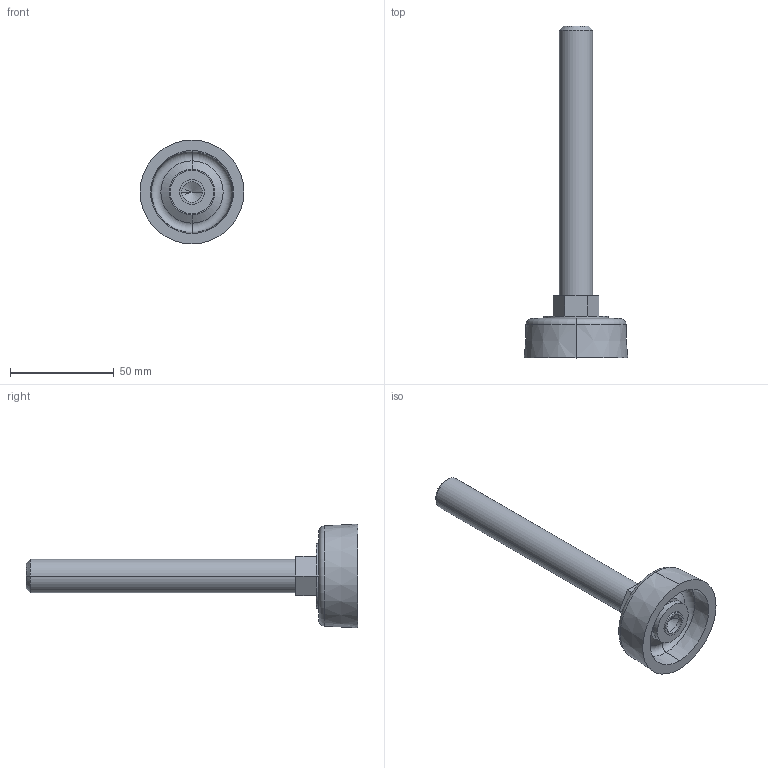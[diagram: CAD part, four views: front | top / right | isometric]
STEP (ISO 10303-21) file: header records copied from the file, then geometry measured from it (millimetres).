
FILE_DESCRIPTION (( 'STEP AP203' ), '1' );
FILE_NAME ('KC-274-1.STEP', '2009-09-02T08:30:27', ( ' ' ), ( ' ' ), 'SwSTEP 2.0', 'SolidWorks 2007', '' );
FILE_SCHEMA (( 'CONFIG_CONTROL_DESIGN' ));
Length unit declared in the file: millimetre
Products named in the file (3): KC-274僔儍僼僩__KC-274-1; KC-274戜嵗__棉太倌; KC-274-1
Assembly tree (2 placements, depth 2):
  KC-274-1
    KC-274戜嵗__棉太倌
    KC-274僔儍僼僩__KC-274-1
Bounding box: 50 x 160 x 50 mm (x, y, z)
Volume: 53341.8 mm3; surface area: 17581.4 mm2
Topology: 2 solids, 2 shells, 47 faces, 100 edges, 61 vertices
Faces by surface type: plane 15, cone 12, cylinder 12, torus 4, sphere 4
Entity records: 1573 total; most frequent: DIRECTION 258, CARTESIAN_POINT 211, ORIENTED_EDGE 196, AXIS2_PLACEMENT_3D 108, EDGE_CURVE 98, VERTEX_POINT 61, CIRCLE 56, EDGE_LOOP 55
